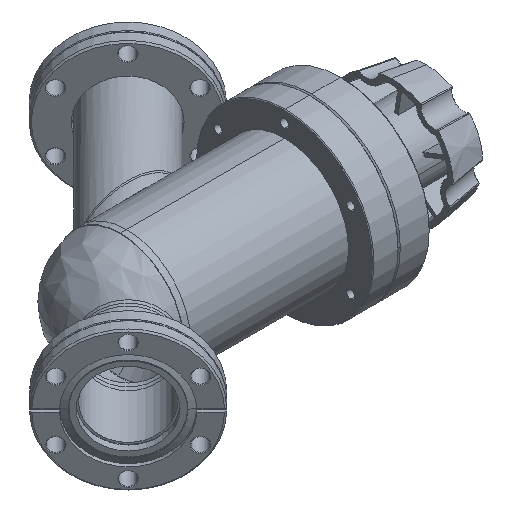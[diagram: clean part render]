
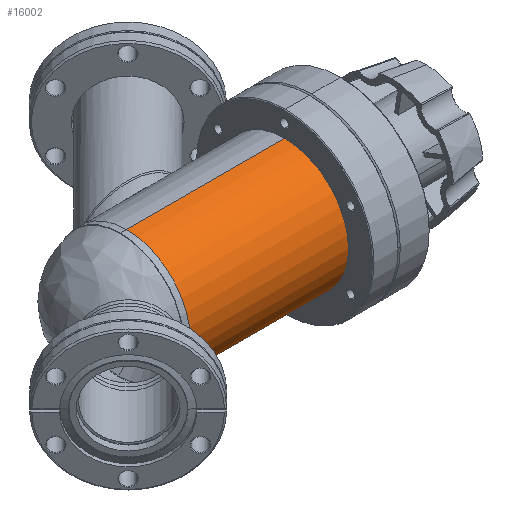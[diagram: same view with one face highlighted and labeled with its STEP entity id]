
A CAD part, isometric view. The second image highlights one B-rep face of the part: STEP entity #16002.
In plain terms, the highlighted cylindrical face has radius 31.75 mm (diameter 63.5 mm), a partial arc.
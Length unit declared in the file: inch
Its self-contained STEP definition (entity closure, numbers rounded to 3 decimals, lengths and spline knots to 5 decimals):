
#498 = EDGE_CURVE ( 'NONE', #16823, #3374, #12864, .T. ) ;
#1141 = ORIENTED_EDGE ( 'NONE', *, *, #498, .T. ) ;
#1278 = VECTOR ( 'NONE', #9082, 39.37008 ) ;
#1620 = CARTESIAN_POINT ( 'NONE',  ( 3.152, 0., 1.25 ) ) ;
#2489 = VERTEX_POINT ( 'NONE', #5453 ) ;
#3374 = VERTEX_POINT ( 'NONE', #15261 ) ;
#4921 = DIRECTION ( 'NONE',  ( 0., 0., 1. ) ) ;
#5453 = CARTESIAN_POINT ( 'NONE',  ( 0., 0., -1.25 ) ) ;
#5558 = CARTESIAN_POINT ( 'NONE',  ( 3.132, 0., 0. ) ) ;
#5957 = CARTESIAN_POINT ( 'NONE',  ( 0., 0., 0. ) ) ;
#6187 = DIRECTION ( 'NONE',  ( -1., 0., 0. ) ) ;
#6287 = EDGE_CURVE ( 'NONE', #3374, #2489, #6479, .T. ) ;
#6479 = CIRCLE ( 'NONE', #11920, 1.25 ) ;
#6599 = FACE_OUTER_BOUND ( 'NONE', #11978, .T. ) ;
#6753 = VECTOR ( 'NONE', #10828, 39.37008 ) ;
#6901 = DIRECTION ( 'NONE',  ( 0., 0., 1. ) ) ;
#7286 = DIRECTION ( 'NONE',  ( 0., 0., 1. ) ) ;
#7544 = ORIENTED_EDGE ( 'NONE', *, *, #14850, .T. ) ;
#8899 = AXIS2_PLACEMENT_3D ( 'NONE', #12744, #6187, #4921 ) ;
#9082 = DIRECTION ( 'NONE',  ( -1., 0., 0. ) ) ;
#9265 = CARTESIAN_POINT ( 'NONE',  ( 3.132, 0., 1.25 ) ) ;
#9691 = CYLINDRICAL_SURFACE ( 'NONE', #8899, 1.25 ) ;
#10091 = ORIENTED_EDGE ( 'NONE', *, *, #6287, .T. ) ;
#10828 = DIRECTION ( 'NONE',  ( -1., 0., 0. ) ) ;
#11390 = LINE ( 'NONE', #16888, #1278 ) ;
#11920 = AXIS2_PLACEMENT_3D ( 'NONE', #5957, #15149, #7286 ) ;
#11978 = EDGE_LOOP ( 'NONE', ( #14977, #7544, #1141, #10091 ) ) ;
#12744 = CARTESIAN_POINT ( 'NONE',  ( 3.152, 0., 0. ) ) ;
#12864 = LINE ( 'NONE', #1620, #6753 ) ;
#13593 = CIRCLE ( 'NONE', #14009, 1.25 ) ;
#13866 = CARTESIAN_POINT ( 'NONE',  ( 3.132, 0., -1.25 ) ) ;
#14004 = EDGE_CURVE ( 'NONE', #15909, #2489, #11390, .T. ) ;
#14009 = AXIS2_PLACEMENT_3D ( 'NONE', #5558, #14744, #6901 ) ;
#14744 = DIRECTION ( 'NONE',  ( -1., 0., 0. ) ) ;
#14850 = EDGE_CURVE ( 'NONE', #15909, #16823, #13593, .T. ) ;
#14977 = ORIENTED_EDGE ( 'NONE', *, *, #14004, .F. ) ;
#15149 = DIRECTION ( 'NONE',  ( 1., 0., 0. ) ) ;
#15261 = CARTESIAN_POINT ( 'NONE',  ( 0., 0., 1.25 ) ) ;
#15909 = VERTEX_POINT ( 'NONE', #13866 ) ;
#16002 = ADVANCED_FACE ( 'NONE', ( #6599 ), #9691, .T. ) ;
#16823 = VERTEX_POINT ( 'NONE', #9265 ) ;
#16888 = CARTESIAN_POINT ( 'NONE',  ( 3.152, 0., -1.25 ) ) ;
